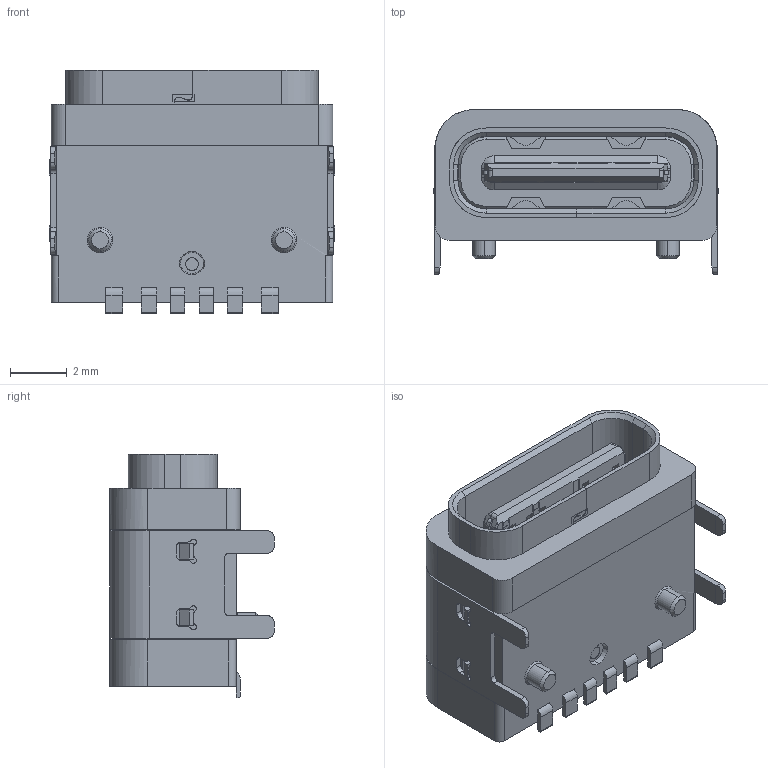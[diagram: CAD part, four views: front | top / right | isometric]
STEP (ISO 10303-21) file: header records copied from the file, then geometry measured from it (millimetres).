
FILE_DESCRIPTION (( 'STEP AP214' ), '1' );
FILE_NAME ('USB4736-GF-A_revA.STEP', '2025-04-14T09:38:47', ( '' ), ( '' ), 'SwSTEP 2.0', 'SolidWorks 2024', '' );
FILE_SCHEMA (( 'AUTOMOTIVE_DESIGN' ));
Length unit declared in the file: millimetre
Products named in the file (2): USB4736; USB4736-GF-A_revA
Assembly tree (1 placements, depth 2):
  USB4736-GF-A_revA
    USB4736
Bounding box: 10.1 x 5.81 x 8.6 mm (x, y, z)
Volume: 246.9 mm3; surface area: 932.7 mm2
Topology: 3 solids, 9 shells, 1008 faces, 2768 edges, 1810 vertices
Faces by surface type: plane 736, cylinder 228, cone 32, torus 8, sphere 4
Entity records: 40151 total; most frequent: CARTESIAN_POINT 8042, ORIENTED_EDGE 5528, DIRECTION 4453, EDGE_CURVE 2764, VERTEX_POINT 1810, LINE 1779, VECTOR 1779, AXIS2_PLACEMENT_3D 1337
